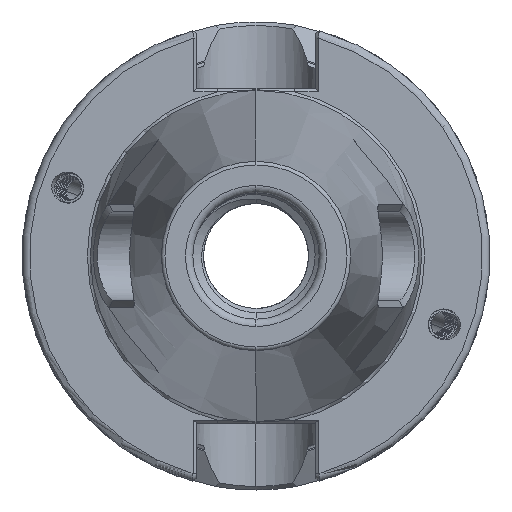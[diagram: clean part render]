
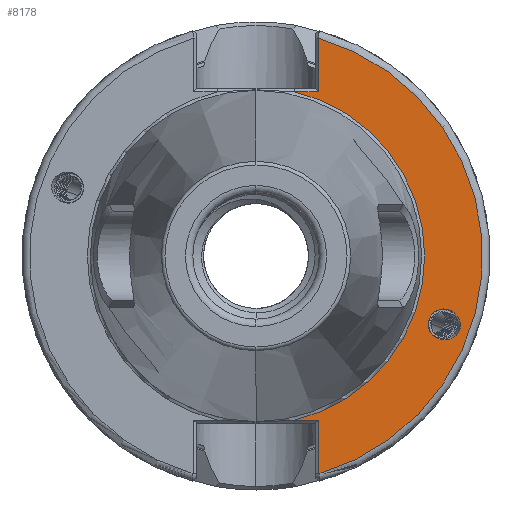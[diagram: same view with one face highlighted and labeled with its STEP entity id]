
A CAD part, left-side view. The second image highlights one B-rep face of the part: STEP entity #8178.
In plain terms, the highlighted planar face has unit normal (-1, 0, 0).
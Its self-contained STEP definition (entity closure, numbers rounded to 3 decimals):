
#2208 = FACE_BOUND ( 'NONE', #3608, .T. ) ;
#3100 = CARTESIAN_POINT ( 'NONE',  ( 0., -8.479, -22.1 ) ) ;
#3101 = CARTESIAN_POINT ( 'NONE',  ( 0., -8.479, -29.298 ) ) ;
#3102 = CARTESIAN_POINT ( 'NONE',  ( 0., -8.395, 29.322 ) ) ;
#3103 = CARTESIAN_POINT ( 'NONE',  ( 0., -8.395, 22.1 ) ) ;
#3150 =( BOUNDED_CURVE ( )  B_SPLINE_CURVE ( 3, ( #9735, #9736, #9737, #9738 ),
 .UNSPECIFIED., .F., .F. ) 
 B_SPLINE_CURVE_WITH_KNOTS ( ( 4, 4 ),
 ( 0., 2.808 ),
 .UNSPECIFIED. ) 
 CURVE ( )  GEOMETRIC_REPRESENTATION_ITEM ( )  RATIONAL_B_SPLINE_CURVE ( ( 1., 0.444, 0.444, 1. ) ) 
 REPRESENTATION_ITEM ( '' )  );
#3159 =( BOUNDED_CURVE ( )  B_SPLINE_CURVE ( 3, ( #9725, #9726, #9727, #9728 ),
 .UNSPECIFIED., .F., .T. ) 
 B_SPLINE_CURVE_WITH_KNOTS ( ( 4, 4 ),
 ( 2.808, 5.95 ),
 .UNSPECIFIED. ) 
 CURVE ( )  GEOMETRIC_REPRESENTATION_ITEM ( )  RATIONAL_B_SPLINE_CURVE ( ( 1., 0.333, 0.333, 1. ) ) 
 REPRESENTATION_ITEM ( '' )  );
#3608 = EDGE_LOOP ( 'NONE', ( #4969, #4970, #4967 ) ) ;
#3609 = EDGE_LOOP ( 'NONE', ( #4971, #4973, #4972, #4974, #4975, #4976 ) ) ;
#4098 = CARTESIAN_POINT ( 'NONE',  ( 0., 0., 0. ) ) ;
#4099 = DIRECTION ( 'NONE',  ( 1., 0., 0. ) ) ;
#4100 = DIRECTION ( 'NONE',  ( 0., 0., -1. ) ) ;
#4967 = ORIENTED_EDGE ( 'NONE', *, *, #8333, .F. ) ;
#4969 = ORIENTED_EDGE ( 'NONE', *, *, #8336, .F. ) ;
#4970 = ORIENTED_EDGE ( 'NONE', *, *, #11088, .F. ) ;
#4971 = ORIENTED_EDGE ( 'NONE', *, *, #11086, .T. ) ;
#4972 = ORIENTED_EDGE ( 'NONE', *, *, #11085, .F. ) ;
#4973 = ORIENTED_EDGE ( 'NONE', *, *, #11087, .T. ) ;
#4974 = ORIENTED_EDGE ( 'NONE', *, *, #11084, .T. ) ;
#4975 = ORIENTED_EDGE ( 'NONE', *, *, #11083, .T. ) ;
#4976 = ORIENTED_EDGE ( 'NONE', *, *, #14058, .T. ) ;
#5680 = VERTEX_POINT ( 'NONE', #11610 ) ;
#5684 = VERTEX_POINT ( 'NONE', #11614 ) ;
#5749 = VERTEX_POINT ( 'NONE', #11679 ) ;
#5750 = VERTEX_POINT ( 'NONE', #11680 ) ;
#5757 = VERTEX_POINT ( 'NONE', #11687 ) ;
#5903 =( BOUNDED_CURVE ( )  B_SPLINE_CURVE ( 3, ( #7670, #7671, #7672, #7673 ),
 .UNSPECIFIED., .F., .T. ) 
 B_SPLINE_CURVE_WITH_KNOTS ( ( 4, 4 ),
 ( 5.95, 6.283 ),
 .UNSPECIFIED. ) 
 CURVE ( )  GEOMETRIC_REPRESENTATION_ITEM ( )  RATIONAL_B_SPLINE_CURVE ( ( 1., 0.991, 0.991, 1. ) ) 
 REPRESENTATION_ITEM ( '' )  );
#7443 = CIRCLE ( 'NONE', #10936, 30.5 ) ;
#7476 = CIRCLE ( 'NONE', #7526, 22.698 ) ;
#7526 = AXIS2_PLACEMENT_3D ( 'NONE', #4098, #4099, #4100 ) ;
#7555 = AXIS2_PLACEMENT_3D ( 'NONE', #14616, #14617, #14618 ) ;
#7655 = CARTESIAN_POINT ( 'NONE',  ( 0., 0., 0. ) ) ;
#7656 = LINE ( 'NONE', #7657, #10937 ) ;
#7657 = CARTESIAN_POINT ( 'NONE',  ( 0., 22.698, 22.1 ) ) ;
#7658 = DIRECTION ( 'NONE',  ( 0., 1., 0. ) ) ;
#7659 = LINE ( 'NONE', #7660, #10939 ) ;
#7660 = CARTESIAN_POINT ( 'NONE',  ( 0., -8.395, 0. ) ) ;
#7661 = DIRECTION ( 'NONE',  ( 0., 0., -1. ) ) ;
#7662 = DIRECTION ( 'NONE',  ( 1., 0., 0. ) ) ;
#7663 = DIRECTION ( 'NONE',  ( 0., 0., -1. ) ) ;
#7664 = LINE ( 'NONE', #7665, #10940 ) ;
#7665 = CARTESIAN_POINT ( 'NONE',  ( 0., 2.106, -22.1 ) ) ;
#7666 = DIRECTION ( 'NONE',  ( 0., -1., 0. ) ) ;
#7667 = LINE ( 'NONE', #7668, #10942 ) ;
#7668 = CARTESIAN_POINT ( 'NONE',  ( 0., -8.479, -29.418 ) ) ;
#7669 = DIRECTION ( 'NONE',  ( 0., 0., -1. ) ) ;
#7670 = CARTESIAN_POINT ( 'NONE',  ( 0., -23.687, -7.908 ) ) ;
#7671 = CARTESIAN_POINT ( 'NONE',  ( 0., -23.539, -8.084 ) ) ;
#7672 = CARTESIAN_POINT ( 'NONE',  ( 0., -23.424, -8.282 ) ) ;
#7673 = CARTESIAN_POINT ( 'NONE',  ( 0., -23.346, -8.497 ) ) ;
#8178 = ADVANCED_FACE ( 'NONE', ( #2208, #14572 ), #14615, .T. ) ;
#8333 = EDGE_CURVE ( 'NONE', #5757, #5750, #3159, .T. ) ;
#8336 = EDGE_CURVE ( 'NONE', #5749, #5757, #3150, .T. ) ;
#9725 = CARTESIAN_POINT ( 'NONE',  ( 0., -27.056, -10.561 ) ) ;
#9726 = CARTESIAN_POINT ( 'NONE',  ( 0., -29.707, -7.403 ) ) ;
#9727 = CARTESIAN_POINT ( 'NONE',  ( 0., -26.337, -4.749 ) ) ;
#9728 = CARTESIAN_POINT ( 'NONE',  ( 0., -23.687, -7.908 ) ) ;
#9735 = CARTESIAN_POINT ( 'NONE',  ( 0., -23.346, -8.497 ) ) ;
#9736 = CARTESIAN_POINT ( 'NONE',  ( 0., -22.308, -11.35 ) ) ;
#9737 = CARTESIAN_POINT ( 'NONE',  ( 0., -25.094, -12.9 ) ) ;
#9738 = CARTESIAN_POINT ( 'NONE',  ( 0., -27.056, -10.561 ) ) ;
#10936 = AXIS2_PLACEMENT_3D ( 'NONE', #7655, #7662, #7663 ) ;
#10937 = VECTOR ( 'NONE', #7658, 1000. ) ;
#10939 = VECTOR ( 'NONE', #7661, 1000. ) ;
#10940 = VECTOR ( 'NONE', #7666, 1000. ) ;
#10942 = VECTOR ( 'NONE', #7669, 1000. ) ;
#11083 = EDGE_CURVE ( 'NONE', #15316, #5684, #7656, .T. ) ;
#11084 = EDGE_CURVE ( 'NONE', #15315, #15316, #7659, .T. ) ;
#11085 = EDGE_CURVE ( 'NONE', #15315, #15314, #7443, .T. ) ;
#11086 = EDGE_CURVE ( 'NONE', #5680, #15313, #7664, .T. ) ;
#11087 = EDGE_CURVE ( 'NONE', #15313, #15314, #7667, .T. ) ;
#11088 = EDGE_CURVE ( 'NONE', #5750, #5749, #5903, .T. ) ;
#11610 = CARTESIAN_POINT ( 'NONE',  ( 0., -5.175, -22.1 ) ) ;
#11614 = CARTESIAN_POINT ( 'NONE',  ( 0., -5.175, 22.1 ) ) ;
#11679 = CARTESIAN_POINT ( 'NONE',  ( 0., -23.346, -8.497 ) ) ;
#11680 = CARTESIAN_POINT ( 'NONE',  ( 0., -23.687, -7.908 ) ) ;
#11687 = CARTESIAN_POINT ( 'NONE',  ( 0., -27.056, -10.561 ) ) ;
#14058 = EDGE_CURVE ( 'NONE', #5684, #5680, #7476, .T. ) ;
#14572 = FACE_OUTER_BOUND ( 'NONE', #3609, .T. ) ;
#14615 = PLANE ( 'NONE',  #7555 ) ;
#14616 = CARTESIAN_POINT ( 'NONE',  ( 0., 22.698, 0. ) ) ;
#14617 = DIRECTION ( 'NONE',  ( -1., 0., 0. ) ) ;
#14618 = DIRECTION ( 'NONE',  ( 0., 0., 1. ) ) ;
#15313 = VERTEX_POINT ( 'NONE', #3100 ) ;
#15314 = VERTEX_POINT ( 'NONE', #3101 ) ;
#15315 = VERTEX_POINT ( 'NONE', #3102 ) ;
#15316 = VERTEX_POINT ( 'NONE', #3103 ) ;
